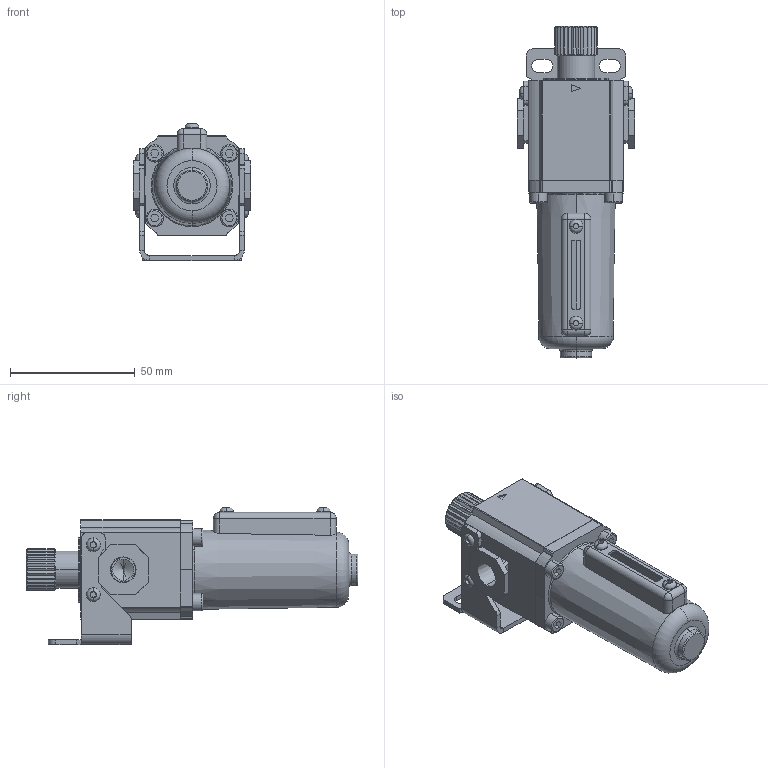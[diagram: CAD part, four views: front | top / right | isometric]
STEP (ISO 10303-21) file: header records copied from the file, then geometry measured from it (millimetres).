
FILE_DESCRIPTION (( 'STEP AP203' ), '1' );
FILE_NAME ('AL-21-D.step', '2015-11-09T22:40:34', ( '' ), ( '' ), 'SwSTEP 2.0', 'SolidWorks 2015', '' );
FILE_SCHEMA (( 'CONFIG_CONTROL_DESIGN' ));
Length unit declared in the file: millimetre
Products named in the file (1): AL-21-D
Bounding box: 47 x 133.2 x 55 mm (x, y, z)
Volume: 124998.2 mm3; surface area: 30635.3 mm2
Topology: 8 solids, 8 shells, 576 faces, 1506 edges, 972 vertices
Faces by surface type: plane 326, cylinder 122, bspline 72, torus 32, cone 16, sphere 8
Entity records: 22221 total; most frequent: CARTESIAN_POINT 8513, ORIENTED_EDGE 2988, DIRECTION 2558, EDGE_CURVE 1494, VERTEX_POINT 972, AXIS2_PLACEMENT_3D 855, VECTOR 848, LINE 848
